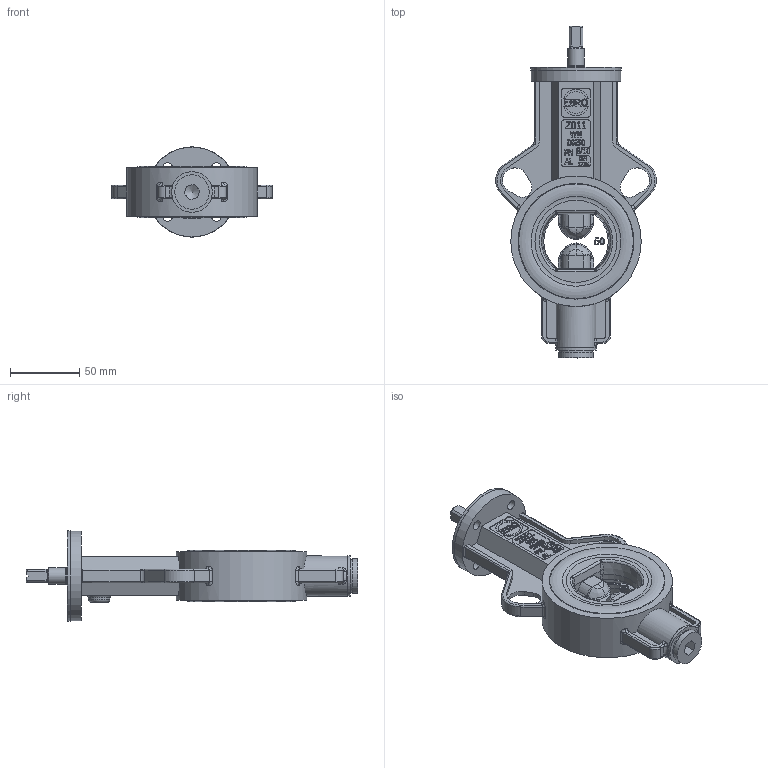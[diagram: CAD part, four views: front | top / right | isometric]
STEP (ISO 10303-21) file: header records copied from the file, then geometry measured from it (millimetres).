
FILE_DESCRIPTION(/* description */ (''),/* implementation_level */ '2;1');
FILE_NAME(/* name */ 'Z011-WN DN50.stp',/* time_stamp */ '2019-06-06T10:11:50+02:00',/* author */ ('hellwig'),/* organization */ (''),/* preprocessor_version */ 'ST-DEVELOPER v16.5',/* originating_system */ 'Autodesk Inventor 2017',/* authorisation */ '');
FILE_SCHEMA (('CONFIG_CONTROL_DESIGN'));
Length unit declared in the file: millimetre
Products named in the file (1): M14690
Bounding box: 116.39 x 240.5 x 65.4 mm (x, y, z)
Volume: 319087.5 mm3; surface area: 83670.3 mm2
Topology: 4 solids, 8 shells, 1111 faces, 2950 edges, 1881 vertices
Faces by surface type: plane 471, bspline 286, cylinder 208, torus 81, cone 49, sphere 16
Full cylindrical faces by diameter (mm): 4 x1, 4.917 x3, 7 x4, 9 x1, 10.3 x1, 10.5 x1, 11.2 x3, 11.5 x3, 12 x7, 12.2 x1, 12.34 x2, 12.35 x1, 16 x2, 18 x4, 19.95 x1, 20 x3, 20.2 x1, 23.9 x1, 25 x1, 29 x1, 29.4 x1, 35.1 x1, 58 x1, 65 x1, 65.4 x1, 94.5 x1
Entity records: 39443 total; most frequent: CARTESIAN_POINT 12942, ORIENTED_EDGE 5568, DIRECTION 4574, EDGE_CURVE 2784, VERTEX_POINT 1844, AXIS2_PLACEMENT_3D 1585, LINE 1404, VECTOR 1404
